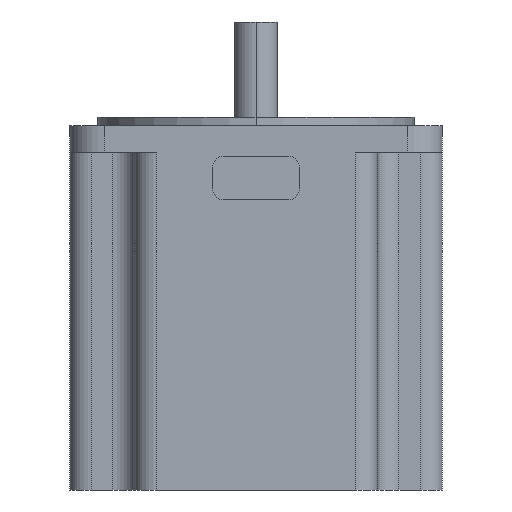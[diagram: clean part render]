
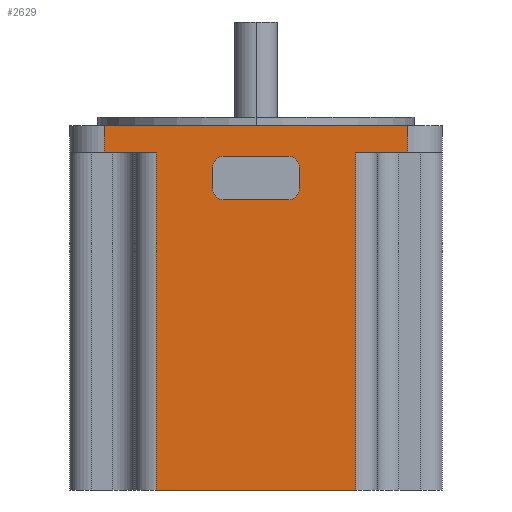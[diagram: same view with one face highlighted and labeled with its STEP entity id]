
A CAD part, left-side view. The second image highlights one B-rep face of the part: STEP entity #2629.
In plain terms, the highlighted planar face has unit normal (-1, 0, 0).
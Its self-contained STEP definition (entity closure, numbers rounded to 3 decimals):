
#25 = DIRECTION ( 'NONE',  ( 0., -1., 0. ) ) ;
#27 = ORIENTED_EDGE ( 'NONE', *, *, #1415, .F. ) ;
#42 = VERTEX_POINT ( 'NONE', #1358 ) ;
#104 = ORIENTED_EDGE ( 'NONE', *, *, #402, .T. ) ;
#115 = CARTESIAN_POINT ( 'NONE',  ( -43., 35., 0. ) ) ;
#116 = VECTOR ( 'NONE', #25, 1000. ) ;
#120 = CARTESIAN_POINT ( 'NONE',  ( -43., 10., -11. ) ) ;
#165 = VECTOR ( 'NONE', #1556, 1000. ) ;
#176 = DIRECTION ( 'NONE',  ( 0., 0., 1. ) ) ;
#187 = CARTESIAN_POINT ( 'NONE',  ( -43., -23., -78. ) ) ;
#203 = ORIENTED_EDGE ( 'NONE', *, *, #2352, .F. ) ;
#206 = AXIS2_PLACEMENT_3D ( 'NONE', #2069, #592, #2468 ) ;
#222 = LINE ( 'NONE', #1680, #116 ) ;
#275 = DIRECTION ( 'NONE',  ( 1., 0., 0. ) ) ;
#277 = VERTEX_POINT ( 'NONE', #535 ) ;
#324 = ORIENTED_EDGE ( 'NONE', *, *, #2216, .T. ) ;
#376 = DIRECTION ( 'NONE',  ( 0., -1., 0. ) ) ;
#383 = DIRECTION ( 'NONE',  ( 0., -1., 0. ) ) ;
#394 = FACE_OUTER_BOUND ( 'NONE', #1666, .T. ) ;
#402 = EDGE_CURVE ( 'NONE', #2326, #1253, #489, .T. ) ;
#440 = CARTESIAN_POINT ( 'NONE',  ( -43., 7.5, -1. ) ) ;
#461 = DIRECTION ( 'NONE',  ( 0., 1., 0. ) ) ;
#489 = LINE ( 'NONE', #1968, #1934 ) ;
#491 = VERTEX_POINT ( 'NONE', #1344 ) ;
#512 = ORIENTED_EDGE ( 'NONE', *, *, #2120, .F. ) ;
#535 = CARTESIAN_POINT ( 'NONE',  ( -43., -7.5, -11. ) ) ;
#563 = AXIS2_PLACEMENT_3D ( 'NONE', #1705, #2103, #2748 ) ;
#564 = CARTESIAN_POINT ( 'NONE',  ( -43., -35., 6. ) ) ;
#567 = VECTOR ( 'NONE', #1548, 1000. ) ;
#592 = DIRECTION ( 'NONE',  ( 1., 0., 0. ) ) ;
#596 = FACE_BOUND ( 'NONE', #2577, .T. ) ;
#618 = EDGE_CURVE ( 'NONE', #1503, #1586, #622, .T. ) ;
#622 = LINE ( 'NONE', #792, #2709 ) ;
#634 = CARTESIAN_POINT ( 'NONE',  ( -43., -43., 6. ) ) ;
#646 = CARTESIAN_POINT ( 'NONE',  ( -43., -35., 0. ) ) ;
#666 = LINE ( 'NONE', #2606, #165 ) ;
#679 = VERTEX_POINT ( 'NONE', #2110 ) ;
#738 = VERTEX_POINT ( 'NONE', #115 ) ;
#759 = AXIS2_PLACEMENT_3D ( 'NONE', #2194, #275, #2414 ) ;
#771 = EDGE_CURVE ( 'NONE', #42, #1290, #1794, .T. ) ;
#780 = VECTOR ( 'NONE', #176, 1000. ) ;
#787 = CARTESIAN_POINT ( 'NONE',  ( -43., 10., -8.5 ) ) ;
#792 = CARTESIAN_POINT ( 'NONE',  ( -43., -43., 6. ) ) ;
#821 = DIRECTION ( 'NONE',  ( 0., 0., -1. ) ) ;
#840 = PLANE ( 'NONE',  #1325 ) ;
#890 = EDGE_CURVE ( 'NONE', #2353, #1510, #1857, .T. ) ;
#904 = ORIENTED_EDGE ( 'NONE', *, *, #1251, .T. ) ;
#910 = ORIENTED_EDGE ( 'NONE', *, *, #2299, .T. ) ;
#980 = ORIENTED_EDGE ( 'NONE', *, *, #1873, .F. ) ;
#998 = EDGE_CURVE ( 'NONE', #491, #1097, #666, .T. ) ;
#1055 = LINE ( 'NONE', #2138, #1950 ) ;
#1097 = VERTEX_POINT ( 'NONE', #646 ) ;
#1187 = LINE ( 'NONE', #2041, #1494 ) ;
#1251 = EDGE_CURVE ( 'NONE', #1930, #491, #2346, .T. ) ;
#1253 = VERTEX_POINT ( 'NONE', #2582 ) ;
#1290 = VERTEX_POINT ( 'NONE', #2168 ) ;
#1316 = ORIENTED_EDGE ( 'NONE', *, *, #1664, .T. ) ;
#1325 = AXIS2_PLACEMENT_3D ( 'NONE', #634, #1478, #821 ) ;
#1339 = ORIENTED_EDGE ( 'NONE', *, *, #890, .T. ) ;
#1344 = CARTESIAN_POINT ( 'NONE',  ( -43., -23., 0. ) ) ;
#1358 = CARTESIAN_POINT ( 'NONE',  ( -43., -7.5, -1. ) ) ;
#1408 = DIRECTION ( 'NONE',  ( 0., 0., 1. ) ) ;
#1410 = AXIS2_PLACEMENT_3D ( 'NONE', #2614, #1986, #1601 ) ;
#1415 = EDGE_CURVE ( 'NONE', #1930, #1253, #2016, .T. ) ;
#1456 = VECTOR ( 'NONE', #383, 1000. ) ;
#1463 = LINE ( 'NONE', #564, #1860 ) ;
#1478 = DIRECTION ( 'NONE',  ( 1., 0., 0. ) ) ;
#1494 = VECTOR ( 'NONE', #1832, 1000. ) ;
#1503 = VERTEX_POINT ( 'NONE', #1879 ) ;
#1510 = VERTEX_POINT ( 'NONE', #787 ) ;
#1548 = DIRECTION ( 'NONE',  ( 0., 1., 0. ) ) ;
#1556 = DIRECTION ( 'NONE',  ( 0., -1., 0. ) ) ;
#1559 = ORIENTED_EDGE ( 'NONE', *, *, #2044, .T. ) ;
#1586 = VERTEX_POINT ( 'NONE', #2257 ) ;
#1598 = CARTESIAN_POINT ( 'NONE',  ( -43., 7.5, -11. ) ) ;
#1601 = DIRECTION ( 'NONE',  ( 0., 0., -1. ) ) ;
#1635 = EDGE_CURVE ( 'NONE', #738, #2326, #222, .T. ) ;
#1644 = VERTEX_POINT ( 'NONE', #440 ) ;
#1664 = EDGE_CURVE ( 'NONE', #2306, #1644, #2198, .T. ) ;
#1666 = EDGE_LOOP ( 'NONE', ( #2121, #104, #27, #904, #1723, #910, #2131, #1559 ) ) ;
#1680 = CARTESIAN_POINT ( 'NONE',  ( -43., -43., 0. ) ) ;
#1682 = LINE ( 'NONE', #2519, #780 ) ;
#1694 = DIRECTION ( 'NONE',  ( 0., 0., 1. ) ) ;
#1705 = CARTESIAN_POINT ( 'NONE',  ( -43., 7.5, -3.5 ) ) ;
#1723 = ORIENTED_EDGE ( 'NONE', *, *, #998, .T. ) ;
#1794 = CIRCLE ( 'NONE', #759, 2.5 ) ;
#1800 = CARTESIAN_POINT ( 'NONE',  ( -43., 28., -78. ) ) ;
#1804 = DIRECTION ( 'NONE',  ( 0., 0., -1. ) ) ;
#1832 = DIRECTION ( 'NONE',  ( 0., 0., -1. ) ) ;
#1857 = CIRCLE ( 'NONE', #206, 2.5 ) ;
#1860 = VECTOR ( 'NONE', #1408, 1000. ) ;
#1873 = EDGE_CURVE ( 'NONE', #2306, #1510, #2039, .T. ) ;
#1879 = CARTESIAN_POINT ( 'NONE',  ( -43., 35., 6. ) ) ;
#1930 = VERTEX_POINT ( 'NONE', #187 ) ;
#1934 = VECTOR ( 'NONE', #1804, 1000. ) ;
#1950 = VECTOR ( 'NONE', #461, 1000. ) ;
#1968 = CARTESIAN_POINT ( 'NONE',  ( -43., 23., 6. ) ) ;
#1986 = DIRECTION ( 'NONE',  ( 1., 0., 0. ) ) ;
#2016 = LINE ( 'NONE', #1800, #567 ) ;
#2039 = LINE ( 'NONE', #120, #2551 ) ;
#2041 = CARTESIAN_POINT ( 'NONE',  ( -43., 35., 6. ) ) ;
#2044 = EDGE_CURVE ( 'NONE', #1503, #738, #1187, .T. ) ;
#2056 = CARTESIAN_POINT ( 'NONE',  ( -43., -10., -11. ) ) ;
#2069 = CARTESIAN_POINT ( 'NONE',  ( -43., 7.5, -8.5 ) ) ;
#2103 = DIRECTION ( 'NONE',  ( 1., 0., 0. ) ) ;
#2110 = CARTESIAN_POINT ( 'NONE',  ( -43., -10., -8.5 ) ) ;
#2120 = EDGE_CURVE ( 'NONE', #42, #1644, #1055, .T. ) ;
#2121 = ORIENTED_EDGE ( 'NONE', *, *, #1635, .T. ) ;
#2131 = ORIENTED_EDGE ( 'NONE', *, *, #618, .F. ) ;
#2138 = CARTESIAN_POINT ( 'NONE',  ( -43., -10., -1. ) ) ;
#2150 = CARTESIAN_POINT ( 'NONE',  ( -43., -23., 6. ) ) ;
#2168 = CARTESIAN_POINT ( 'NONE',  ( -43., -10., -3.5 ) ) ;
#2194 = CARTESIAN_POINT ( 'NONE',  ( -43., -7.5, -3.5 ) ) ;
#2198 = CIRCLE ( 'NONE', #563, 2.5 ) ;
#2216 = EDGE_CURVE ( 'NONE', #679, #277, #2379, .T. ) ;
#2257 = CARTESIAN_POINT ( 'NONE',  ( -43., -35., 6. ) ) ;
#2259 = CARTESIAN_POINT ( 'NONE',  ( -43., 23., 0. ) ) ;
#2299 = EDGE_CURVE ( 'NONE', #1097, #1586, #1463, .T. ) ;
#2306 = VERTEX_POINT ( 'NONE', #2678 ) ;
#2326 = VERTEX_POINT ( 'NONE', #2259 ) ;
#2346 = LINE ( 'NONE', #2150, #2738 ) ;
#2352 = EDGE_CURVE ( 'NONE', #679, #1290, #1682, .T. ) ;
#2353 = VERTEX_POINT ( 'NONE', #1598 ) ;
#2379 = CIRCLE ( 'NONE', #1410, 2.5 ) ;
#2388 = ORIENTED_EDGE ( 'NONE', *, *, #2408, .F. ) ;
#2394 = ORIENTED_EDGE ( 'NONE', *, *, #771, .T. ) ;
#2408 = EDGE_CURVE ( 'NONE', #2353, #277, #2701, .T. ) ;
#2414 = DIRECTION ( 'NONE',  ( 0., 0., -1. ) ) ;
#2442 = DIRECTION ( 'NONE',  ( 0., 0., -1. ) ) ;
#2468 = DIRECTION ( 'NONE',  ( 0., 0., -1. ) ) ;
#2519 = CARTESIAN_POINT ( 'NONE',  ( -43., -10., -11. ) ) ;
#2551 = VECTOR ( 'NONE', #2442, 1000. ) ;
#2577 = EDGE_LOOP ( 'NONE', ( #512, #2394, #203, #324, #2388, #1339, #980, #1316 ) ) ;
#2582 = CARTESIAN_POINT ( 'NONE',  ( -43., 23., -78. ) ) ;
#2606 = CARTESIAN_POINT ( 'NONE',  ( -43., -43., 0. ) ) ;
#2614 = CARTESIAN_POINT ( 'NONE',  ( -43., -7.5, -8.5 ) ) ;
#2629 = ADVANCED_FACE ( 'NONE', ( #394, #596 ), #840, .F. ) ;
#2678 = CARTESIAN_POINT ( 'NONE',  ( -43., 10., -3.5 ) ) ;
#2701 = LINE ( 'NONE', #2056, #1456 ) ;
#2709 = VECTOR ( 'NONE', #376, 1000. ) ;
#2738 = VECTOR ( 'NONE', #1694, 1000. ) ;
#2748 = DIRECTION ( 'NONE',  ( 0., 0., -1. ) ) ;
